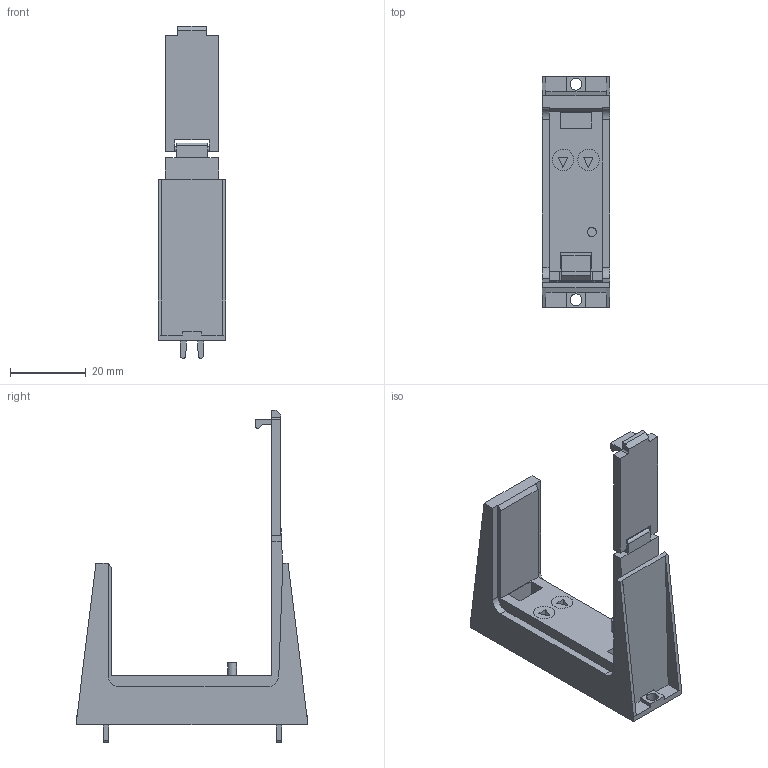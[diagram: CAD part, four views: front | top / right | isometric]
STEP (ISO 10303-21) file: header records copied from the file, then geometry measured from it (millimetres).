
FILE_DESCRIPTION(('CATIA V5 STEP Exchange','CAx-IF Rec.Pracs.--- Model Styling and Organization---1.4--- 2014-01-23'),'2;1');
FILE_NAME ('D1477033_0_2665750000_S3D_VPCB_PV_I-II_M_1000.stp','2021-03-10T12:56:48+00:00',('none'),('Weidmueller'),'CATIA Version 5-6 Release 2016 SP3 HF44','CATIA V5 STEP AP214','none');
FILE_SCHEMA(('AUTOMOTIVE_DESIGN { 1 0 10303 214 1 1 1 1 }'));
Length unit declared in the file: millimetre
Products named in the file (1): S3D_VPCB_PV_I-II_M_1000
Bounding box: 17.9 x 60.8 x 87.5 mm (x, y, z)
Volume: 17489.3 mm3; surface area: 10363.9 mm2
Topology: 9 solids, 10 shells, 173 faces, 492 edges, 342 vertices
Faces by surface type: plane 126, cylinder 45, bspline 1, torus 1
Entity records: 6040 total; most frequent: CARTESIAN_POINT 1550, ORIENTED_EDGE 974, DIRECTION 704, EDGE_CURVE 487, VECTOR 364, LINE 364, VERTEX_POINT 339, AXIS2_PLACEMENT_3D 201
